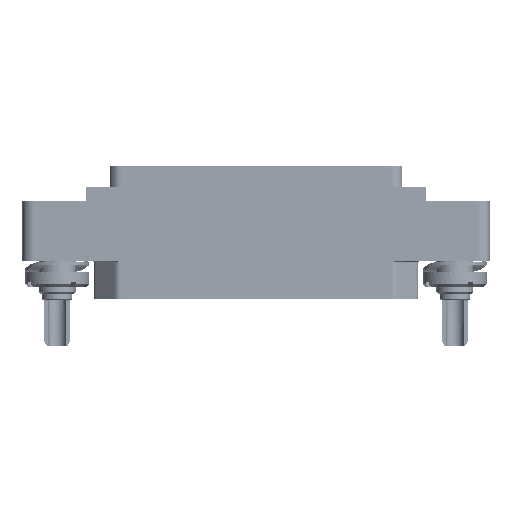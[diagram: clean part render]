
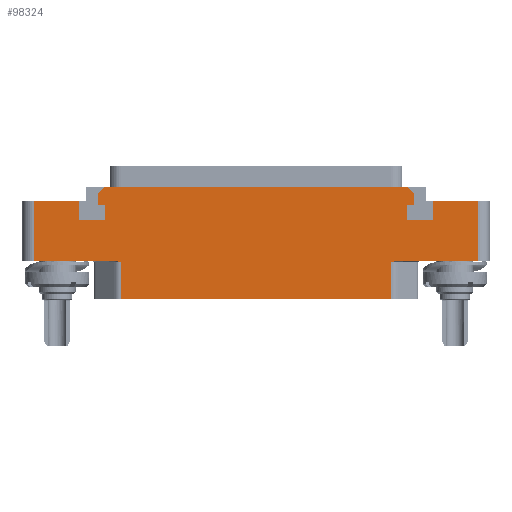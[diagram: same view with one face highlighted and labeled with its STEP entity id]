
A CAD part, top view. The second image highlights one B-rep face of the part: STEP entity #98324.
In plain terms, the highlighted planar face has unit normal (0, 0, 1).
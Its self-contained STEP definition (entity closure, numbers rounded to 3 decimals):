
#2326=DIRECTION('',(-1.,0.,0.));
#2327=VECTOR('',#2326,46.236);
#2328=CARTESIAN_POINT('',(23.118,-6.5,7.));
#2329=LINE('',#2328,#2327);
#2472=DIRECTION('',(0.,1.,0.));
#2473=VECTOR('',#2472,6.3);
#2474=CARTESIAN_POINT('',(23.118,-6.5,7.));
#2475=LINE('',#2474,#2473);
#2481=CARTESIAN_POINT('',(23.118,-0.2,7.));
#2482=CARTESIAN_POINT('',(23.14,-0.192,7.));
#2483=CARTESIAN_POINT('',(23.184,-0.176,7.));
#2484=CARTESIAN_POINT('',(23.251,-0.152,7.));
#2485=CARTESIAN_POINT('',(23.318,-0.128,7.));
#2486=CARTESIAN_POINT('',(23.385,-0.106,7.));
#2487=CARTESIAN_POINT('',(23.451,-0.085,7.));
#2488=CARTESIAN_POINT('',(23.515,-0.066,7.));
#2489=CARTESIAN_POINT('',(23.577,-0.049,7.));
#2490=CARTESIAN_POINT('',(23.636,-0.035,7.));
#2491=CARTESIAN_POINT('',(23.688,-0.024,7.));
#2492=CARTESIAN_POINT('',(23.734,-0.016,7.));
#2493=CARTESIAN_POINT('',(23.776,-0.01,7.));
#2494=CARTESIAN_POINT('',(23.814,-0.005,7.));
#2495=CARTESIAN_POINT('',(23.85,-0.002,7.));
#2496=CARTESIAN_POINT('',(23.884,0.,7.));
#2497=CARTESIAN_POINT('',(23.907,0.,7.));
#2498=CARTESIAN_POINT('',(23.918,0.,7.));
#2505=DIRECTION('',(1.,0.,0.));
#2506=VECTOR('',#2505,7.8);
#2507=CARTESIAN_POINT('',(-38.,10.25,7.));
#2508=LINE('',#2507,#2506);
#2509=DIRECTION('',(0.,-1.,0.));
#2510=VECTOR('',#2509,3.2);
#2511=CARTESIAN_POINT('',(-30.2,10.25,7.));
#2512=LINE('',#2511,#2510);
#2513=DIRECTION('',(1.,0.,0.));
#2514=VECTOR('',#2513,4.4);
#2515=CARTESIAN_POINT('',(-30.2,7.05,7.));
#2516=LINE('',#2515,#2514);
#2517=DIRECTION('',(0.,1.,0.));
#2518=VECTOR('',#2517,2.6);
#2519=CARTESIAN_POINT('',(-25.8,7.05,7.));
#2520=LINE('',#2519,#2518);
#2521=DIRECTION('',(-1.,0.,0.));
#2522=VECTOR('',#2521,1.2);
#2523=CARTESIAN_POINT('',(-25.8,9.65,7.));
#2524=LINE('',#2523,#2522);
#2525=DIRECTION('',(0.,-1.,0.));
#2526=VECTOR('',#2525,1.9);
#2527=CARTESIAN_POINT('',(-27.,11.55,7.));
#2528=LINE('',#2527,#2526);
#2529=DIRECTION('',(1.,0.,0.));
#2530=VECTOR('',#2529,51.6);
#2531=CARTESIAN_POINT('',(-25.8,12.75,7.));
#2532=LINE('',#2531,#2530);
#2533=DIRECTION('',(0.,-1.,0.));
#2534=VECTOR('',#2533,1.9);
#2535=CARTESIAN_POINT('',(27.,11.55,7.));
#2536=LINE('',#2535,#2534);
#2537=DIRECTION('',(-1.,0.,0.));
#2538=VECTOR('',#2537,1.2);
#2539=CARTESIAN_POINT('',(27.,9.65,7.));
#2540=LINE('',#2539,#2538);
#2541=DIRECTION('',(0.,-1.,0.));
#2542=VECTOR('',#2541,2.6);
#2543=CARTESIAN_POINT('',(25.8,9.65,7.));
#2544=LINE('',#2543,#2542);
#2545=DIRECTION('',(1.,0.,0.));
#2546=VECTOR('',#2545,4.4);
#2547=CARTESIAN_POINT('',(25.8,7.05,7.));
#2548=LINE('',#2547,#2546);
#2549=DIRECTION('',(0.,1.,0.));
#2550=VECTOR('',#2549,3.2);
#2551=CARTESIAN_POINT('',(30.2,7.05,7.));
#2552=LINE('',#2551,#2550);
#2553=DIRECTION('',(1.,0.,0.));
#2554=VECTOR('',#2553,7.8);
#2555=CARTESIAN_POINT('',(30.2,10.25,7.));
#2556=LINE('',#2555,#2554);
#2557=DIRECTION('',(1.,0.,0.));
#2558=VECTOR('',#2557,14.082);
#2559=CARTESIAN_POINT('',(23.918,0.,7.));
#2560=LINE('',#2559,#2558);
#2586=DIRECTION('',(0.,1.,0.));
#2587=VECTOR('',#2586,10.25);
#2588=CARTESIAN_POINT('',(38.,0.,7.));
#2589=LINE('',#2588,#2587);
#2882=DIRECTION('',(0.707,-0.707,0.));
#2883=VECTOR('',#2882,1.697);
#2884=CARTESIAN_POINT('',(25.8,12.75,7.));
#2885=LINE('',#2884,#2883);
#2966=DIRECTION('',(-0.707,-0.707,0.));
#2967=VECTOR('',#2966,1.697);
#2968=CARTESIAN_POINT('',(-25.8,12.75,7.));
#2969=LINE('',#2968,#2967);
#3088=DIRECTION('',(0.,-1.,0.));
#3089=VECTOR('',#3088,10.25);
#3090=CARTESIAN_POINT('',(-38.,10.25,7.));
#3091=LINE('',#3090,#3089);
#3123=DIRECTION('',(1.,0.,0.));
#3124=VECTOR('',#3123,14.082);
#3125=CARTESIAN_POINT('',(-38.,0.,7.));
#3126=LINE('',#3125,#3124);
#3238=CARTESIAN_POINT('',(-23.918,0.,7.));
#3239=CARTESIAN_POINT('',(-23.907,0.,7.));
#3240=CARTESIAN_POINT('',(-23.884,0.,7.));
#3241=CARTESIAN_POINT('',(-23.85,-0.002,7.));
#3242=CARTESIAN_POINT('',(-23.814,-0.005,7.));
#3243=CARTESIAN_POINT('',(-23.776,-0.01,7.));
#3244=CARTESIAN_POINT('',(-23.734,-0.016,7.));
#3245=CARTESIAN_POINT('',(-23.688,-0.024,7.));
#3246=CARTESIAN_POINT('',(-23.636,-0.035,7.));
#3247=CARTESIAN_POINT('',(-23.577,-0.049,7.));
#3248=CARTESIAN_POINT('',(-23.515,-0.066,7.));
#3249=CARTESIAN_POINT('',(-23.451,-0.085,7.));
#3250=CARTESIAN_POINT('',(-23.385,-0.106,7.));
#3251=CARTESIAN_POINT('',(-23.318,-0.128,7.));
#3252=CARTESIAN_POINT('',(-23.251,-0.152,7.));
#3253=CARTESIAN_POINT('',(-23.184,-0.176,7.));
#3254=CARTESIAN_POINT('',(-23.14,-0.192,7.));
#3255=CARTESIAN_POINT('',(-23.118,-0.2,7.));
#3257=DIRECTION('',(0.,1.,0.));
#3258=VECTOR('',#3257,6.3);
#3259=CARTESIAN_POINT('',(-23.118,-6.5,7.));
#3260=LINE('',#3259,#3258);
#78103=CARTESIAN_POINT('',(-30.2,10.25,7.));
#78104=CARTESIAN_POINT('',(-30.2,7.05,7.));
#78105=VERTEX_POINT('',#78103);
#78106=VERTEX_POINT('',#78104);
#78107=CARTESIAN_POINT('',(-25.8,7.05,7.));
#78108=VERTEX_POINT('',#78107);
#78109=CARTESIAN_POINT('',(-25.8,9.65,7.));
#78110=VERTEX_POINT('',#78109);
#78111=CARTESIAN_POINT('',(-27.,9.65,7.));
#78112=VERTEX_POINT('',#78111);
#78113=CARTESIAN_POINT('',(27.,9.65,7.));
#78114=CARTESIAN_POINT('',(25.8,9.65,7.));
#78115=VERTEX_POINT('',#78113);
#78116=VERTEX_POINT('',#78114);
#78117=CARTESIAN_POINT('',(25.8,7.05,7.));
#78118=VERTEX_POINT('',#78117);
#78119=CARTESIAN_POINT('',(30.2,7.05,7.));
#78120=VERTEX_POINT('',#78119);
#78121=CARTESIAN_POINT('',(30.2,10.25,7.));
#78122=VERTEX_POINT('',#78121);
#78127=CARTESIAN_POINT('',(-27.,11.55,7.));
#78129=VERTEX_POINT('',#78127);
#78131=CARTESIAN_POINT('',(-25.8,12.75,7.));
#78132=VERTEX_POINT('',#78131);
#78133=CARTESIAN_POINT('',(27.,11.55,7.));
#78135=VERTEX_POINT('',#78133);
#78137=CARTESIAN_POINT('',(25.8,12.75,7.));
#78138=VERTEX_POINT('',#78137);
#78215=CARTESIAN_POINT('',(38.,0.,7.));
#78216=CARTESIAN_POINT('',(38.,10.25,7.));
#78217=VERTEX_POINT('',#78215);
#78218=VERTEX_POINT('',#78216);
#78223=CARTESIAN_POINT('',(-38.,10.25,7.));
#78224=CARTESIAN_POINT('',(-38.,0.,7.));
#78225=VERTEX_POINT('',#78223);
#78226=VERTEX_POINT('',#78224);
#78432=CARTESIAN_POINT('',(23.118,-6.5,7.));
#78434=VERTEX_POINT('',#78432);
#78435=CARTESIAN_POINT('',(-23.118,-6.5,7.));
#78437=VERTEX_POINT('',#78435);
#78499=CARTESIAN_POINT('',(-23.118,-0.2,7.));
#78500=VERTEX_POINT('',#78499);
#78501=CARTESIAN_POINT('',(-23.918,0.,7.));
#78502=VERTEX_POINT('',#78501);
#78503=CARTESIAN_POINT('',(23.118,-0.2,7.));
#78505=VERTEX_POINT('',#78503);
#78507=CARTESIAN_POINT('',(23.918,0.,7.));
#78509=VERTEX_POINT('',#78507);
#98272=CARTESIAN_POINT('',(0.,0.,7.));
#98273=DIRECTION('',(0.,0.,-1.));
#98274=DIRECTION('',(-1.,0.,0.));
#98275=AXIS2_PLACEMENT_3D('',#98272,#98273,#98274);
#98276=PLANE('',#98275);
#98278=ORIENTED_EDGE('',*,*,#98277,.F.);
#98279=ORIENTED_EDGE('',*,*,#98264,.F.);
#98280=ORIENTED_EDGE('',*,*,#98253,.F.);
#98281=ORIENTED_EDGE('',*,*,#98103,.T.);
#98283=ORIENTED_EDGE('',*,*,#98282,.T.);
#98285=ORIENTED_EDGE('',*,*,#98284,.F.);
#98287=ORIENTED_EDGE('',*,*,#98286,.F.);
#98289=ORIENTED_EDGE('',*,*,#98288,.F.);
#98291=ORIENTED_EDGE('',*,*,#98290,.T.);
#98293=ORIENTED_EDGE('',*,*,#98292,.T.);
#98295=ORIENTED_EDGE('',*,*,#98294,.T.);
#98297=ORIENTED_EDGE('',*,*,#98296,.T.);
#98299=ORIENTED_EDGE('',*,*,#98298,.T.);
#98301=ORIENTED_EDGE('',*,*,#98300,.F.);
#98303=ORIENTED_EDGE('',*,*,#98302,.F.);
#98305=ORIENTED_EDGE('',*,*,#98304,.T.);
#98307=ORIENTED_EDGE('',*,*,#98306,.T.);
#98309=ORIENTED_EDGE('',*,*,#98308,.T.);
#98311=ORIENTED_EDGE('',*,*,#98310,.T.);
#98313=ORIENTED_EDGE('',*,*,#98312,.T.);
#98315=ORIENTED_EDGE('',*,*,#98314,.T.);
#98317=ORIENTED_EDGE('',*,*,#98316,.T.);
#98319=ORIENTED_EDGE('',*,*,#98318,.T.);
#98321=ORIENTED_EDGE('',*,*,#98320,.F.);
#98322=EDGE_LOOP('',(#98278,#98279,#98280,#98281,#98283,#98285,#98287,#98289,
#98291,#98293,#98295,#98297,#98299,#98301,#98303,#98305,#98307,#98309,#98311,
#98313,#98315,#98317,#98319,#98321));
#98323=FACE_OUTER_BOUND('',#98322,.F.);
#98324=ADVANCED_FACE('',(#98323),#98276,.F.);
#2499=B_SPLINE_CURVE_WITH_KNOTS('',3,(#2481,#2482,#2483,#2484,#2485,#2486,#2487,
#2488,#2489,#2490,#2491,#2492,#2493,#2494,#2495,#2496,#2497,#2498),
.UNSPECIFIED.,.F.,.F.,(4,1,1,1,1,1,1,1,1,1,1,1,1,1,1,4),(0.,0.067,
0.133,0.2,0.267,0.333,0.4,
0.467,0.533,0.6,0.667,0.733,
0.8,0.867,0.933,1.),.UNSPECIFIED.);
#3256=B_SPLINE_CURVE_WITH_KNOTS('',3,(#3238,#3239,#3240,#3241,#3242,#3243,#3244,
#3245,#3246,#3247,#3248,#3249,#3250,#3251,#3252,#3253,#3254,#3255),
.UNSPECIFIED.,.F.,.F.,(4,1,1,1,1,1,1,1,1,1,1,1,1,1,1,4),(0.,0.067,
0.133,0.2,0.267,0.333,0.4,
0.467,0.533,0.6,0.667,0.733,
0.8,0.867,0.933,1.),.UNSPECIFIED.);
#98103=EDGE_CURVE('',#78434,#78437,#2329,.T.);
#98253=EDGE_CURVE('',#78434,#78505,#2475,.T.);
#98264=EDGE_CURVE('',#78505,#78509,#2499,.T.);
#98277=EDGE_CURVE('',#78509,#78217,#2560,.T.);
#98282=EDGE_CURVE('',#78437,#78500,#3260,.T.);
#98284=EDGE_CURVE('',#78502,#78500,#3256,.T.);
#98286=EDGE_CURVE('',#78226,#78502,#3126,.T.);
#98288=EDGE_CURVE('',#78225,#78226,#3091,.T.);
#98290=EDGE_CURVE('',#78225,#78105,#2508,.T.);
#98292=EDGE_CURVE('',#78105,#78106,#2512,.T.);
#98294=EDGE_CURVE('',#78106,#78108,#2516,.T.);
#98296=EDGE_CURVE('',#78108,#78110,#2520,.T.);
#98298=EDGE_CURVE('',#78110,#78112,#2524,.T.);
#98300=EDGE_CURVE('',#78129,#78112,#2528,.T.);
#98302=EDGE_CURVE('',#78132,#78129,#2969,.T.);
#98304=EDGE_CURVE('',#78132,#78138,#2532,.T.);
#98306=EDGE_CURVE('',#78138,#78135,#2885,.T.);
#98308=EDGE_CURVE('',#78135,#78115,#2536,.T.);
#98310=EDGE_CURVE('',#78115,#78116,#2540,.T.);
#98312=EDGE_CURVE('',#78116,#78118,#2544,.T.);
#98314=EDGE_CURVE('',#78118,#78120,#2548,.T.);
#98316=EDGE_CURVE('',#78120,#78122,#2552,.T.);
#98318=EDGE_CURVE('',#78122,#78218,#2556,.T.);
#98320=EDGE_CURVE('',#78217,#78218,#2589,.T.);
